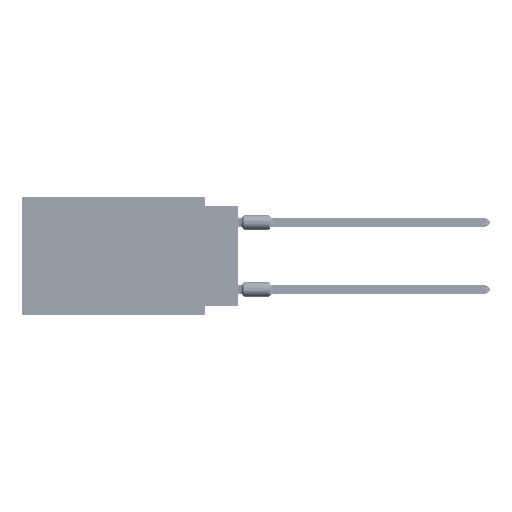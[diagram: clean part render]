
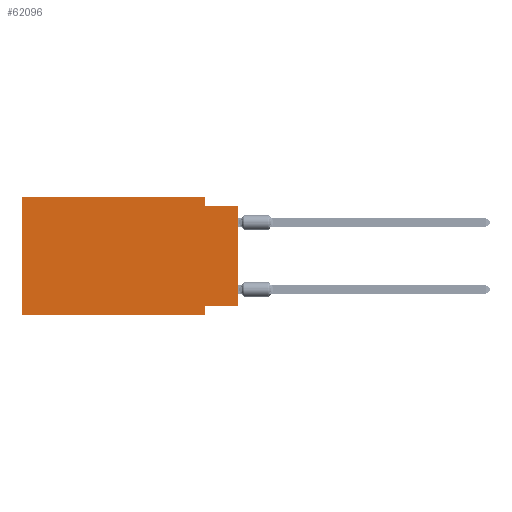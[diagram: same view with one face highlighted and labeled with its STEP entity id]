
A CAD part, left-side view. The second image highlights one B-rep face of the part: STEP entity #62096.
In plain terms, the highlighted planar face has unit normal (-1, 0, 0).
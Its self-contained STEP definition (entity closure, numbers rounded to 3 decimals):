
#4165 = VERTEX_POINT ( 'NONE', #64350 ) ;
#4364 = LINE ( 'NONE', #49206, #98489 ) ;
#4747 = CARTESIAN_POINT ( 'NONE',  ( 0., 16.383, 0. ) ) ;
#5475 = DIRECTION ( 'NONE',  ( 0., -1., 0. ) ) ;
#5564 = VECTOR ( 'NONE', #6357, 1000. ) ;
#6357 = DIRECTION ( 'NONE',  ( 0., -1., 0. ) ) ;
#6843 = EDGE_CURVE ( 'NONE', #17445, #66331, #7643, .T. ) ;
#7081 = VERTEX_POINT ( 'NONE', #45692 ) ;
#7643 = LINE ( 'NONE', #92395, #15730 ) ;
#8569 = EDGE_LOOP ( 'NONE', ( #34316, #39916, #105097, #35337, #91898, #57511, #22665, #55828 ) ) ;
#13664 = LINE ( 'NONE', #65275, #5564 ) ;
#14818 = PLANE ( 'NONE',  #105671 ) ;
#15730 = VECTOR ( 'NONE', #41838, 1000. ) ;
#15920 = VECTOR ( 'NONE', #46828, 1000. ) ;
#16463 = CARTESIAN_POINT ( 'NONE',  ( 0., 16.383, 0. ) ) ;
#16562 = CARTESIAN_POINT ( 'NONE',  ( 0., 2.54, -8.255 ) ) ;
#17016 = DIRECTION ( 'NONE',  ( 0., 0., -1. ) ) ;
#17135 = DIRECTION ( 'NONE',  ( 0., 0., 1. ) ) ;
#17445 = VERTEX_POINT ( 'NONE', #16562 ) ;
#22665 = ORIENTED_EDGE ( 'NONE', *, *, #6843, .F. ) ;
#23039 = VECTOR ( 'NONE', #17135, 1000. ) ;
#33651 = CARTESIAN_POINT ( 'NONE',  ( 0., 16.383, -8.89 ) ) ;
#34316 = ORIENTED_EDGE ( 'NONE', *, *, #60509, .T. ) ;
#35337 = ORIENTED_EDGE ( 'NONE', *, *, #63186, .F. ) ;
#38015 = EDGE_CURVE ( 'NONE', #46837, #60232, #63853, .T. ) ;
#39916 = ORIENTED_EDGE ( 'NONE', *, *, #64923, .F. ) ;
#40608 = DIRECTION ( 'NONE',  ( 0., -1., 0. ) ) ;
#41038 = LINE ( 'NONE', #58423, #15920 ) ;
#41838 = DIRECTION ( 'NONE',  ( 0., 0., -1. ) ) ;
#44840 = CARTESIAN_POINT ( 'NONE',  ( 0., 0., -8.255 ) ) ;
#45692 = CARTESIAN_POINT ( 'NONE',  ( 0., 2.54, 0. ) ) ;
#46828 = DIRECTION ( 'NONE',  ( 0., 1., 0. ) ) ;
#46837 = VERTEX_POINT ( 'NONE', #33651 ) ;
#48127 = DIRECTION ( 'NONE',  ( 0., 0., 1. ) ) ;
#48323 = VECTOR ( 'NONE', #53316, 1000. ) ;
#49024 = DIRECTION ( 'NONE',  ( 1., 0., 0. ) ) ;
#49206 = CARTESIAN_POINT ( 'NONE',  ( 0., 16.383, -8.89 ) ) ;
#51208 = CARTESIAN_POINT ( 'NONE',  ( 0., 2.54, -8.89 ) ) ;
#52767 = LINE ( 'NONE', #61756, #48323 ) ;
#53316 = DIRECTION ( 'NONE',  ( 0., 0., -1. ) ) ;
#55828 = ORIENTED_EDGE ( 'NONE', *, *, #80396, .F. ) ;
#57511 = ORIENTED_EDGE ( 'NONE', *, *, #81185, .T. ) ;
#58043 = VERTEX_POINT ( 'NONE', #109487 ) ;
#58423 = CARTESIAN_POINT ( 'NONE',  ( 0., 0., -8.255 ) ) ;
#59083 = FACE_OUTER_BOUND ( 'NONE', #8569, .T. ) ;
#60232 = VERTEX_POINT ( 'NONE', #99519 ) ;
#60509 = EDGE_CURVE ( 'NONE', #93524, #58043, #85048, .T. ) ;
#61756 = CARTESIAN_POINT ( 'NONE',  ( 0., 2.54, 0. ) ) ;
#62096 = ADVANCED_FACE ( 'NONE', ( #59083 ), #14818, .F. ) ;
#62126 = LINE ( 'NONE', #4747, #96861 ) ;
#63186 = EDGE_CURVE ( 'NONE', #60232, #7081, #62126, .T. ) ;
#63853 = LINE ( 'NONE', #64419, #64592 ) ;
#64350 = CARTESIAN_POINT ( 'NONE',  ( 0., 2.54, -0.635 ) ) ;
#64419 = CARTESIAN_POINT ( 'NONE',  ( 0., 16.383, 0. ) ) ;
#64592 = VECTOR ( 'NONE', #48127, 1000. ) ;
#64923 = EDGE_CURVE ( 'NONE', #4165, #58043, #13664, .T. ) ;
#65275 = CARTESIAN_POINT ( 'NONE',  ( 0., 0., -0.635 ) ) ;
#66331 = VERTEX_POINT ( 'NONE', #51208 ) ;
#80396 = EDGE_CURVE ( 'NONE', #93524, #17445, #41038, .T. ) ;
#81185 = EDGE_CURVE ( 'NONE', #46837, #66331, #4364, .T. ) ;
#85048 = LINE ( 'NONE', #109187, #23039 ) ;
#91898 = ORIENTED_EDGE ( 'NONE', *, *, #38015, .F. ) ;
#92395 = CARTESIAN_POINT ( 'NONE',  ( 0., 2.54, -8.89 ) ) ;
#93524 = VERTEX_POINT ( 'NONE', #44840 ) ;
#96861 = VECTOR ( 'NONE', #40608, 1000. ) ;
#98489 = VECTOR ( 'NONE', #5475, 1000. ) ;
#99519 = CARTESIAN_POINT ( 'NONE',  ( 0., 16.383, 0. ) ) ;
#100212 = EDGE_CURVE ( 'NONE', #7081, #4165, #52767, .T. ) ;
#105097 = ORIENTED_EDGE ( 'NONE', *, *, #100212, .F. ) ;
#105671 = AXIS2_PLACEMENT_3D ( 'NONE', #16463, #49024, #17016 ) ;
#109187 = CARTESIAN_POINT ( 'NONE',  ( 0., 0., 0. ) ) ;
#109487 = CARTESIAN_POINT ( 'NONE',  ( 0., 0., -0.635 ) ) ;
